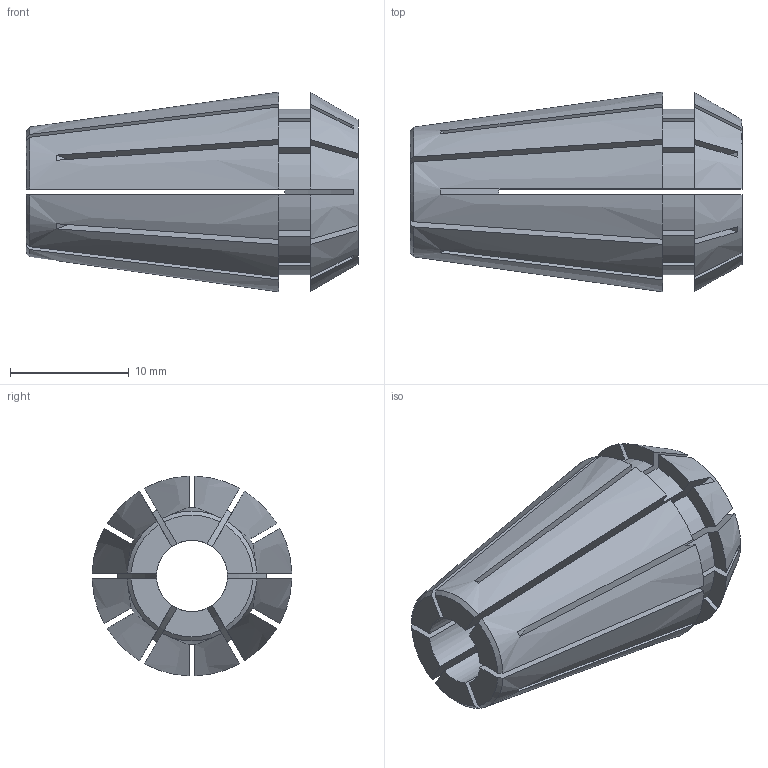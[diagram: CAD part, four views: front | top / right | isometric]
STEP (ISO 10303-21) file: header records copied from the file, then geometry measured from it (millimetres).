
FILE_DESCRIPTION(/* description */ ('Spannzange ER16 6mm'),/* implementation_level */ '2;1');
FILE_NAME(/* name */ '9369839.stp',/* time_stamp */ '2015-02-04T12:38:02+01:00',/* author */ ('ekoch'),/* organization */ (''),/* preprocessor_version */ 'ST-DEVELOPER v15.2',/* originating_system */ 'Autodesk Inventor 2014',/* authorisation */ '');
FILE_SCHEMA (('AUTOMOTIVE_DESIGN { 1 0 10303 214 3 1 1 }'));
Length unit declared in the file: millimetre
Products named in the file (1): 9369839
Bounding box: 28 x 16.84 x 16.84 mm (x, y, z)
Volume: 2949.8 mm3; surface area: 4192.2 mm2
Topology: 1 solids, 1 shells, 103 faces, 308 edges, 205 vertices
Faces by surface type: plane 60, cylinder 25, cone 18
Full cylindrical faces by diameter (mm): 6 x1
Entity records: 3538 total; most frequent: CARTESIAN_POINT 840, ORIENTED_EDGE 612, DIRECTION 542, EDGE_CURVE 306, AXIS2_PLACEMENT_3D 206, VERTEX_POINT 204, LINE 130, VECTOR 130
